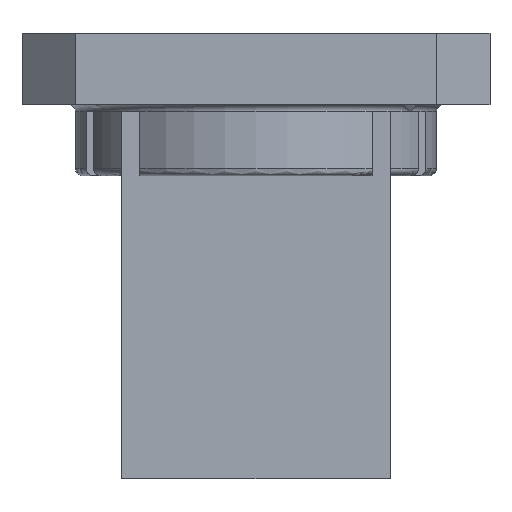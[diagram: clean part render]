
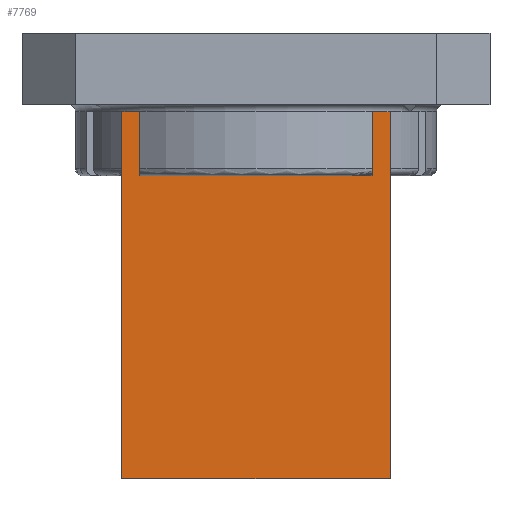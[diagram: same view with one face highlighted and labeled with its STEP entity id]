
A CAD part, front view. The second image highlights one B-rep face of the part: STEP entity #7769.
In plain terms, the highlighted planar face has unit normal (0, -1, 0).
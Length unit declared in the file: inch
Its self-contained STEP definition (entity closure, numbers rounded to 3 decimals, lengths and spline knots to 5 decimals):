
#91 = DIRECTION ( 'NONE',  ( 0., 0., -1. ) ) ;
#460 = FACE_OUTER_BOUND ( 'NONE', #3144, .T. ) ;
#602 = ORIENTED_EDGE ( 'NONE', *, *, #10870, .T. ) ;
#621 = CARTESIAN_POINT ( 'NONE',  ( 0.326, -0.2205, 0.405 ) ) ;
#803 = VERTEX_POINT ( 'NONE', #4172 ) ;
#809 = VECTOR ( 'NONE', #1249, 39.37008 ) ;
#1249 = DIRECTION ( 'NONE',  ( 0., 0., -1. ) ) ;
#1282 = VECTOR ( 'NONE', #12506, 39.37008 ) ;
#1733 = VERTEX_POINT ( 'NONE', #12369 ) ;
#2127 = LINE ( 'NONE', #12081, #809 ) ;
#2312 = VECTOR ( 'NONE', #7168, 39.37008 ) ;
#2352 = ORIENTED_EDGE ( 'NONE', *, *, #2997, .T. ) ;
#2398 = LINE ( 'NONE', #5309, #10172 ) ;
#2564 = ORIENTED_EDGE ( 'NONE', *, *, #7314, .T. ) ;
#2953 = LINE ( 'NONE', #3533, #8959 ) ;
#2967 = VECTOR ( 'NONE', #14467, 39.37008 ) ;
#2997 = EDGE_CURVE ( 'NONE', #1733, #15798, #3008, .T. ) ;
#3008 = LINE ( 'NONE', #5040, #1282 ) ;
#3144 = EDGE_LOOP ( 'NONE', ( #2352, #8601, #2564, #9774, #7125, #9816, #9707, #602 ) ) ;
#3533 = CARTESIAN_POINT ( 'NONE',  ( 0.326, -0.2205, 0.405 ) ) ;
#4027 = EDGE_CURVE ( 'NONE', #4144, #15798, #4382, .T. ) ;
#4144 = VERTEX_POINT ( 'NONE', #11274 ) ;
#4172 = CARTESIAN_POINT ( 'NONE',  ( -0.326, -0.2205, 0.225 ) ) ;
#4255 = EDGE_CURVE ( 'NONE', #5796, #14121, #2398, .T. ) ;
#4382 = LINE ( 'NONE', #14879, #13818 ) ;
#4900 = CARTESIAN_POINT ( 'NONE',  ( 0.376, -0.2205, -0.625 ) ) ;
#4925 = VERTEX_POINT ( 'NONE', #621 ) ;
#4995 = PLANE ( 'NONE',  #11422 ) ;
#5040 = CARTESIAN_POINT ( 'NONE',  ( -0.376, -0.2205, -0.625 ) ) ;
#5309 = CARTESIAN_POINT ( 'NONE',  ( -0.376, -0.2205, 0.405 ) ) ;
#5796 = VERTEX_POINT ( 'NONE', #10813 ) ;
#5867 = LINE ( 'NONE', #7148, #2967 ) ;
#7125 = ORIENTED_EDGE ( 'NONE', *, *, #15073, .T. ) ;
#7127 = EDGE_CURVE ( 'NONE', #4925, #7603, #5867, .T. ) ;
#7148 = CARTESIAN_POINT ( 'NONE',  ( 0.326, -0.2205, 3.21359 ) ) ;
#7168 = DIRECTION ( 'NONE',  ( -1., 0., 0. ) ) ;
#7314 = EDGE_CURVE ( 'NONE', #4144, #4925, #2953, .T. ) ;
#7603 = VERTEX_POINT ( 'NONE', #8607 ) ;
#7769 = ADVANCED_FACE ( 'NONE', ( #460 ), #4995, .F. ) ;
#8601 = ORIENTED_EDGE ( 'NONE', *, *, #4027, .F. ) ;
#8603 = DIRECTION ( 'NONE',  ( -1., 0., 0. ) ) ;
#8607 = CARTESIAN_POINT ( 'NONE',  ( 0.326, -0.2205, 0.225 ) ) ;
#8706 = LINE ( 'NONE', #15230, #12409 ) ;
#8959 = VECTOR ( 'NONE', #8603, 39.37008 ) ;
#9707 = ORIENTED_EDGE ( 'NONE', *, *, #4255, .T. ) ;
#9774 = ORIENTED_EDGE ( 'NONE', *, *, #7127, .T. ) ;
#9816 = ORIENTED_EDGE ( 'NONE', *, *, #13817, .F. ) ;
#10172 = VECTOR ( 'NONE', #15162, 39.37008 ) ;
#10201 = DIRECTION ( 'NONE',  ( 0., 0., 1. ) ) ;
#10695 = CARTESIAN_POINT ( 'NONE',  ( -0.376, -0.2205, 0.405 ) ) ;
#10813 = CARTESIAN_POINT ( 'NONE',  ( -0.326, -0.2205, 0.405 ) ) ;
#10870 = EDGE_CURVE ( 'NONE', #14121, #1733, #2127, .T. ) ;
#11274 = CARTESIAN_POINT ( 'NONE',  ( 0.376, -0.2205, 0.405 ) ) ;
#11422 = AXIS2_PLACEMENT_3D ( 'NONE', #13734, #14987, #10201 ) ;
#12013 = CARTESIAN_POINT ( 'NONE',  ( -0.376, -0.2205, 0.225 ) ) ;
#12081 = CARTESIAN_POINT ( 'NONE',  ( -0.376, -0.2205, 0.625 ) ) ;
#12204 = LINE ( 'NONE', #12013, #2312 ) ;
#12369 = CARTESIAN_POINT ( 'NONE',  ( -0.376, -0.2205, -0.625 ) ) ;
#12409 = VECTOR ( 'NONE', #14097, 39.37008 ) ;
#12506 = DIRECTION ( 'NONE',  ( 1., 0., 0. ) ) ;
#13734 = CARTESIAN_POINT ( 'NONE',  ( -0.376, -0.2205, 0.625 ) ) ;
#13817 = EDGE_CURVE ( 'NONE', #5796, #803, #8706, .T. ) ;
#13818 = VECTOR ( 'NONE', #91, 39.37008 ) ;
#14097 = DIRECTION ( 'NONE',  ( 0., 0., -1. ) ) ;
#14121 = VERTEX_POINT ( 'NONE', #10695 ) ;
#14467 = DIRECTION ( 'NONE',  ( 0., 0., -1. ) ) ;
#14879 = CARTESIAN_POINT ( 'NONE',  ( 0.376, -0.2205, 0.625 ) ) ;
#14987 = DIRECTION ( 'NONE',  ( 0., 1., 0. ) ) ;
#15073 = EDGE_CURVE ( 'NONE', #7603, #803, #12204, .T. ) ;
#15162 = DIRECTION ( 'NONE',  ( -1., 0., 0. ) ) ;
#15230 = CARTESIAN_POINT ( 'NONE',  ( -0.326, -0.2205, 3.21359 ) ) ;
#15798 = VERTEX_POINT ( 'NONE', #4900 ) ;
